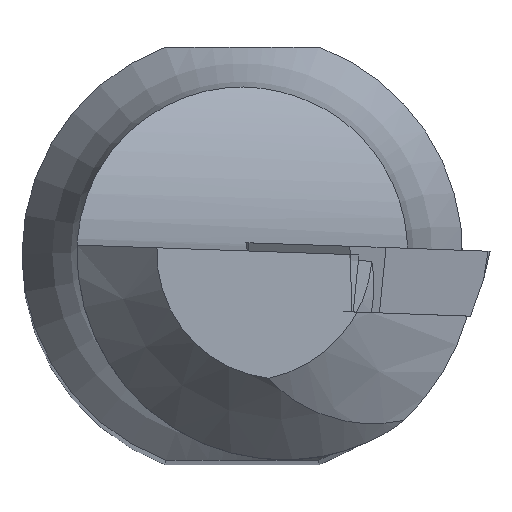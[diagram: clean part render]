
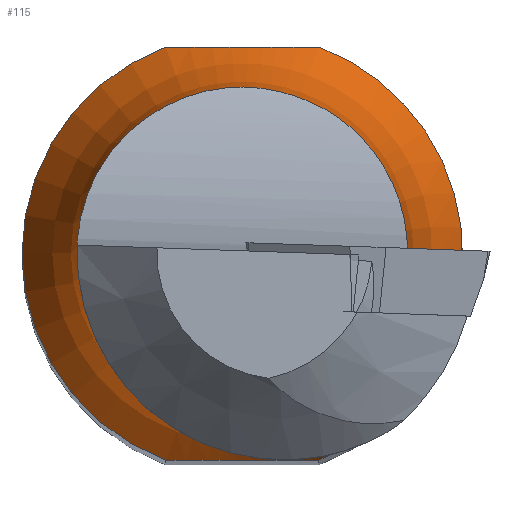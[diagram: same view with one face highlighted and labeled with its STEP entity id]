
A CAD part, top view. The second image highlights one B-rep face of the part: STEP entity #115.
In plain terms, the highlighted toroidal (fillet/blend) face has major radius 21 mm and minor radius 15 mm.
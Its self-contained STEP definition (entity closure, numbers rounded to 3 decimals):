
#53=TOROIDAL_SURFACE('',#600,21.,15.);
#56=FACE_BOUND('',#188,.T.);
#57=FACE_BOUND('',#189,.T.);
#85=B_SPLINE_CURVE_WITH_KNOTS('',3,(#839,#840,#841,#842,#843,#844),
 .UNSPECIFIED.,.F.,.F.,(4,2,4),(0.,0.5,1.),.UNSPECIFIED.);
#92=B_SPLINE_CURVE_WITH_KNOTS('',3,(#908,#909,#910,#911,#912,#913),
 .UNSPECIFIED.,.F.,.F.,(4,2,4),(0.,0.5,1.),.UNSPECIFIED.);
#98=CIRCLE('',#594,6.);
#99=CIRCLE('',#598,8.);
#100=CIRCLE('',#599,8.);
#115=ADVANCED_FACE('',(#56,#57),#53,.F.);
#188=EDGE_LOOP('',(#272));
#189=EDGE_LOOP('',(#273,#274,#275,#276));
#272=ORIENTED_EDGE('',*,*,#454,.F.);
#273=ORIENTED_EDGE('',*,*,#457,.F.);
#274=ORIENTED_EDGE('',*,*,#458,.F.);
#275=ORIENTED_EDGE('',*,*,#459,.F.);
#276=ORIENTED_EDGE('',*,*,#443,.F.);
#383=VERTEX_POINT('',#831);
#386=VERTEX_POINT('',#838);
#393=VERTEX_POINT('',#899);
#395=VERTEX_POINT('',#907);
#396=VERTEX_POINT('',#914);
#443=EDGE_CURVE('',#386,#383,#85,.T.);
#454=EDGE_CURVE('',#393,#393,#98,.T.);
#457=EDGE_CURVE('',#395,#386,#99,.T.);
#458=EDGE_CURVE('',#396,#395,#92,.T.);
#459=EDGE_CURVE('',#383,#396,#100,.T.);
#594=AXIS2_PLACEMENT_3D('',#898,#664,#665);
#598=AXIS2_PLACEMENT_3D('',#906,#674,#675);
#599=AXIS2_PLACEMENT_3D('',#915,#676,#677);
#600=AXIS2_PLACEMENT_3D('',#916,#678,#679);
#664=DIRECTION('',(0.,0.,1.));
#665=DIRECTION('',(0.999,-0.035,0.));
#674=DIRECTION('',(0.,0.,-1.));
#675=DIRECTION('',(0.348,0.937,0.));
#676=DIRECTION('',(0.,0.,-1.));
#677=DIRECTION('',(-0.348,-0.938,0.));
#678=DIRECTION('',(0.,0.,-1.));
#679=DIRECTION('',(1.,0.,0.));
#831=CARTESIAN_POINT('',(-2.784,-7.5,101.517));
#838=CARTESIAN_POINT('',(2.784,-7.5,101.517));
#839=CARTESIAN_POINT('',(2.784,-7.5,101.517));
#840=CARTESIAN_POINT('',(1.933,-7.5,102.031));
#841=CARTESIAN_POINT('',(0.998,-7.5,102.46));
#842=CARTESIAN_POINT('',(-0.986,-7.5,102.463));
#843=CARTESIAN_POINT('',(-1.931,-7.5,102.033));
#844=CARTESIAN_POINT('',(-2.784,-7.5,101.517));
#898=CARTESIAN_POINT('',(0.,0.,109.));
#899=CARTESIAN_POINT('',(5.996,-0.209,109.));
#906=CARTESIAN_POINT('',(0.,0.,101.517));
#907=CARTESIAN_POINT('',(2.784,7.5,101.517));
#908=CARTESIAN_POINT('',(-2.784,7.5,101.517));
#909=CARTESIAN_POINT('',(-1.933,7.5,102.031));
#910=CARTESIAN_POINT('',(-0.998,7.5,102.46));
#911=CARTESIAN_POINT('',(0.986,7.5,102.463));
#912=CARTESIAN_POINT('',(1.931,7.5,102.033));
#913=CARTESIAN_POINT('',(2.784,7.5,101.517));
#914=CARTESIAN_POINT('',(-2.784,7.5,101.517));
#915=CARTESIAN_POINT('',(0.,0.,101.517));
#916=CARTESIAN_POINT('',(0.,0.,109.));
